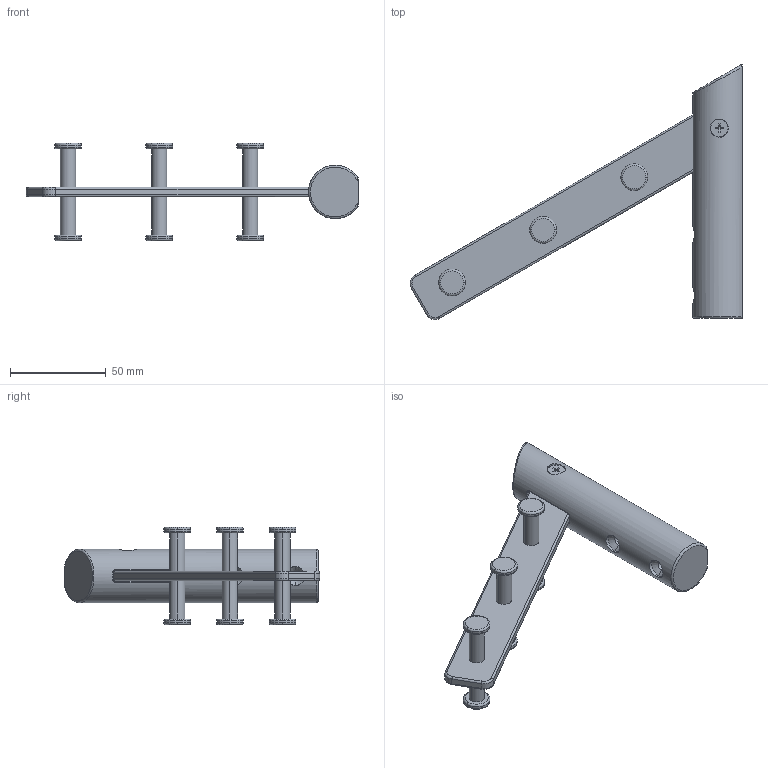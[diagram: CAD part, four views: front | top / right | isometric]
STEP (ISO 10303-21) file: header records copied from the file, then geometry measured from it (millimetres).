
FILE_DESCRIPTION(('Creo Elements/Direct Modeling STEP Export'),'2;1');
FILE_NAME('2336.stp','2022-05-04T 9:28:00',(''),(''),'Creo Elements/Direct Modeling STEP processor for AP214 (Solid Model)','Creo Elements/Direct Modeling 20.0 12-Nov-2016 (C) Parametric Technology GmbH','');
FILE_SCHEMA(('AUTOMOTIVE_DESIGN { 1 0 10303 214 1 1 1 1 }'));
Length unit declared in the file: millimetre
Products named in the file (7): Schenkel; Hakenteil_gesamt; Haken.3; Gewindestift; Wandhalterung; Schraube_M_5x16_DIN_965.1; DIV-9114
Assembly tree (13 placements, depth 3):
  DIV-9114
    Schraube_M_5x16_DIN_965.1
    Haken.3  x6
    Wandhalterung
    Gewindestift  x3
    Hakenteil_gesamt
      Schenkel
Bounding box: 173.57 x 133.5 x 51 mm (x, y, z)
Volume: 102517.9 mm3; surface area: 34114 mm2
Topology: 12 solids, 12 shells, 369 faces, 903 edges, 566 vertices
Faces by surface type: cylinder 240, plane 59, torus 29, bspline 21, cone 20
Entity records: 15483 total; most frequent: CARTESIAN_POINT 11958, ORIENTED_EDGE 854, DIRECTION 490, EDGE_CURVE 427, VERTEX_POINT 265, EDGE_LOOP 198, AXIS2_PLACEMENT_3D 185, FACE_OUTER_BOUND 177
